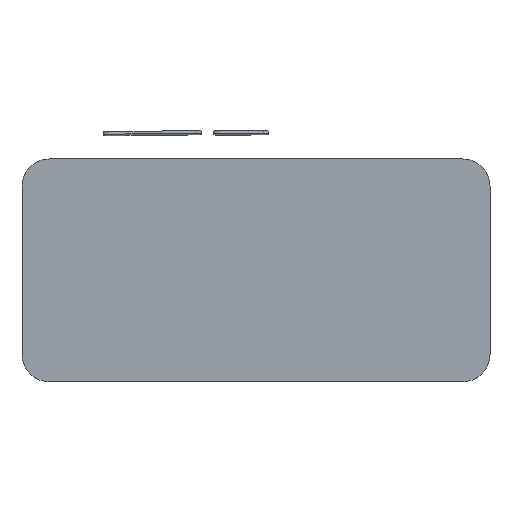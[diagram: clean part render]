
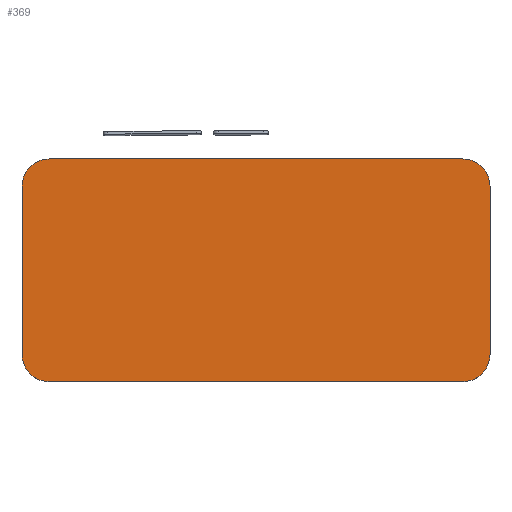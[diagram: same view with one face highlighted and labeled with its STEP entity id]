
A CAD part, top view. The second image highlights one B-rep face of the part: STEP entity #369.
In plain terms, the highlighted planar face has unit normal (0, 0, 1).
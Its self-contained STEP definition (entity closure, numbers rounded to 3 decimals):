
#44 = EDGE_CURVE ( 'NONE', #3178, #2530, #1317, .T. ) ;
#84 = CIRCLE ( 'NONE', #1932, 10. ) ;
#127 = CARTESIAN_POINT ( 'NONE',  ( -75.944, 40.897, 7.1 ) ) ;
#190 = CARTESIAN_POINT ( 'NONE',  ( -85.944, 30.897, 7.1 ) ) ;
#307 = DIRECTION ( 'NONE',  ( 1., 0., 0. ) ) ;
#310 = FACE_OUTER_BOUND ( 'NONE', #893, .T. ) ;
#369 = ADVANCED_FACE ( 'NONE', ( #310 ), #3170, .F. ) ;
#384 = DIRECTION ( 'NONE',  ( 0., 0., 1. ) ) ;
#412 = EDGE_CURVE ( 'NONE', #1891, #2907, #1795, .T. ) ;
#453 = CARTESIAN_POINT ( 'NONE',  ( -75.944, 40.897, 7.1 ) ) ;
#497 = DIRECTION ( 'NONE',  ( 0., 0., 1. ) ) ;
#529 = CARTESIAN_POINT ( 'NONE',  ( 75.944, -40.897, 7.1 ) ) ;
#556 = LINE ( 'NONE', #618, #728 ) ;
#571 = CARTESIAN_POINT ( 'NONE',  ( -75.944, -30.897, 7.1 ) ) ;
#580 = CIRCLE ( 'NONE', #1637, 10. ) ;
#587 = CARTESIAN_POINT ( 'NONE',  ( 75.944, 30.897, 7.1 ) ) ;
#618 = CARTESIAN_POINT ( 'NONE',  ( -75.944, -40.897, 7.1 ) ) ;
#638 = ORIENTED_EDGE ( 'NONE', *, *, #1170, .T. ) ;
#671 = LINE ( 'NONE', #1322, #2003 ) ;
#683 = VECTOR ( 'NONE', #3968, 1000. ) ;
#687 = VERTEX_POINT ( 'NONE', #3441 ) ;
#699 = CARTESIAN_POINT ( 'NONE',  ( -75.944, -40.897, 7.1 ) ) ;
#717 = EDGE_CURVE ( 'NONE', #4042, #836, #1604, .T. ) ;
#728 = VECTOR ( 'NONE', #307, 1000. ) ;
#767 = DIRECTION ( 'NONE',  ( -1., 0., 0. ) ) ;
#775 = ORIENTED_EDGE ( 'NONE', *, *, #1907, .T. ) ;
#836 = VERTEX_POINT ( 'NONE', #699 ) ;
#893 = EDGE_LOOP ( 'NONE', ( #2363, #638, #2771, #775, #2853, #3403, #1910, #2007 ) ) ;
#948 = EDGE_CURVE ( 'NONE', #2907, #687, #1452, .T. ) ;
#1170 = EDGE_CURVE ( 'NONE', #1405, #4042, #671, .T. ) ;
#1317 = LINE ( 'NONE', #127, #1790 ) ;
#1322 = CARTESIAN_POINT ( 'NONE',  ( -85.944, -30.897, 7.1 ) ) ;
#1374 = DIRECTION ( 'NONE',  ( 1., 0., 0. ) ) ;
#1376 = EDGE_CURVE ( 'NONE', #2530, #1405, #580, .T. ) ;
#1405 = VERTEX_POINT ( 'NONE', #190 ) ;
#1427 = CARTESIAN_POINT ( 'NONE',  ( -75.944, 30.897, 7.1 ) ) ;
#1452 = LINE ( 'NONE', #2967, #683 ) ;
#1604 = CIRCLE ( 'NONE', #4028, 10. ) ;
#1636 = DIRECTION ( 'NONE',  ( 0., -1., 0. ) ) ;
#1637 = AXIS2_PLACEMENT_3D ( 'NONE', #1427, #497, #1680 ) ;
#1680 = DIRECTION ( 'NONE',  ( -1., 0., 0. ) ) ;
#1790 = VECTOR ( 'NONE', #767, 1000. ) ;
#1795 = CIRCLE ( 'NONE', #3957, 10. ) ;
#1891 = VERTEX_POINT ( 'NONE', #529 ) ;
#1907 = EDGE_CURVE ( 'NONE', #836, #1891, #556, .T. ) ;
#1910 = ORIENTED_EDGE ( 'NONE', *, *, #3439, .T. ) ;
#1932 = AXIS2_PLACEMENT_3D ( 'NONE', #587, #2091, #2444 ) ;
#1967 = CARTESIAN_POINT ( 'NONE',  ( 75.944, -30.897, 7.1 ) ) ;
#2003 = VECTOR ( 'NONE', #1636, 1000. ) ;
#2007 = ORIENTED_EDGE ( 'NONE', *, *, #44, .T. ) ;
#2091 = DIRECTION ( 'NONE',  ( 0., 0., 1. ) ) ;
#2246 = CARTESIAN_POINT ( 'NONE',  ( -85.944, -30.897, 7.1 ) ) ;
#2267 = AXIS2_PLACEMENT_3D ( 'NONE', #4123, #2498, #3784 ) ;
#2363 = ORIENTED_EDGE ( 'NONE', *, *, #1376, .T. ) ;
#2444 = DIRECTION ( 'NONE',  ( -1., 0., 0. ) ) ;
#2498 = DIRECTION ( 'NONE',  ( 0., 0., -1. ) ) ;
#2530 = VERTEX_POINT ( 'NONE', #453 ) ;
#2771 = ORIENTED_EDGE ( 'NONE', *, *, #717, .T. ) ;
#2853 = ORIENTED_EDGE ( 'NONE', *, *, #412, .T. ) ;
#2907 = VERTEX_POINT ( 'NONE', #3514 ) ;
#2967 = CARTESIAN_POINT ( 'NONE',  ( 85.944, -30.897, 7.1 ) ) ;
#3170 = PLANE ( 'NONE',  #2267 ) ;
#3178 = VERTEX_POINT ( 'NONE', #3849 ) ;
#3403 = ORIENTED_EDGE ( 'NONE', *, *, #948, .T. ) ;
#3439 = EDGE_CURVE ( 'NONE', #687, #3178, #84, .T. ) ;
#3441 = CARTESIAN_POINT ( 'NONE',  ( 85.944, 30.897, 7.1 ) ) ;
#3502 = DIRECTION ( 'NONE',  ( -1., 0., 0. ) ) ;
#3514 = CARTESIAN_POINT ( 'NONE',  ( 85.944, -30.897, 7.1 ) ) ;
#3780 = DIRECTION ( 'NONE',  ( 0., 0., 1. ) ) ;
#3784 = DIRECTION ( 'NONE',  ( -1., 0., 0. ) ) ;
#3849 = CARTESIAN_POINT ( 'NONE',  ( 75.944, 40.897, 7.1 ) ) ;
#3957 = AXIS2_PLACEMENT_3D ( 'NONE', #1967, #384, #1374 ) ;
#3968 = DIRECTION ( 'NONE',  ( 0., 1., 0. ) ) ;
#4028 = AXIS2_PLACEMENT_3D ( 'NONE', #571, #3780, #3502 ) ;
#4042 = VERTEX_POINT ( 'NONE', #2246 ) ;
#4123 = CARTESIAN_POINT ( 'NONE',  ( -75.944, 30.897, 7.1 ) ) ;
